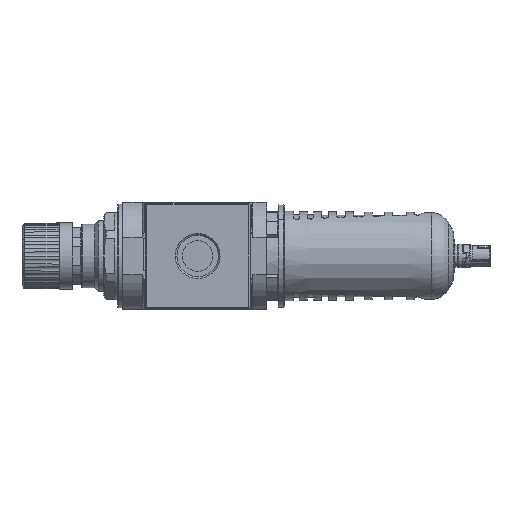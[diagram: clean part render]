
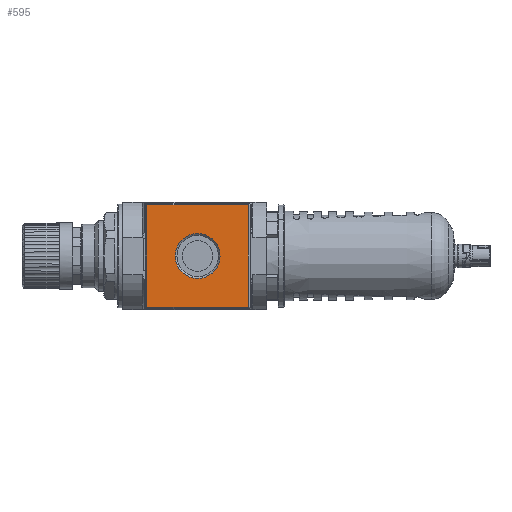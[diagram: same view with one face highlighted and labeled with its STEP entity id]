
A CAD part, left-side view. The second image highlights one B-rep face of the part: STEP entity #595.
In plain terms, the highlighted planar face has unit normal (-1, 0, 0).
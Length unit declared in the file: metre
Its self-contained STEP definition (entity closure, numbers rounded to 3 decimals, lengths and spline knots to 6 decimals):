
#595=ADVANCED_FACE('115:279',(#3457,#3458),#3459,.T.);
#3457=FACE_OUTER_BOUND('',#8334,.T.);
#3458=FACE_BOUND('',#8335,.T.);
#3459=PLANE('',#8336);
#8334=EDGE_LOOP('',(#19450,#19451,#19452,#19453));
#8335=EDGE_LOOP('',(#19454,#19455));
#8336=AXIS2_PLACEMENT_3D('',#19456,#19457,#19458);
#19450=ORIENTED_EDGE('',*,*,#37720,.F.);
#19451=ORIENTED_EDGE('',*,*,#37721,.F.);
#19452=ORIENTED_EDGE('',*,*,#37722,.F.);
#19453=ORIENTED_EDGE('',*,*,#37723,.F.);
#19454=ORIENTED_EDGE('',*,*,#36926,.F.);
#19455=ORIENTED_EDGE('',*,*,#37717,.F.);
#19456=CARTESIAN_POINT('',(-0.0683,0.031,0.03115));
#19457=DIRECTION('',(-1.0,0.0,0.0));
#19458=DIRECTION('',(0.0,1.0,0.0));
#36926=EDGE_CURVE('115:1167',#45678,#45676,#45680,.T.);
#37717=EDGE_CURVE('115:1167',#45676,#45678,#46989,.T.);
#37720=EDGE_CURVE('115:1173',#46992,#46993,#46994,.T.);
#37721=EDGE_CURVE('115:1176',#46995,#46992,#46996,.T.);
#37722=EDGE_CURVE('115:1179',#46997,#46995,#46998,.T.);
#37723=EDGE_CURVE('115:1182',#46993,#46997,#46999,.T.);
#45676=VERTEX_POINT('',#58980);
#45678=VERTEX_POINT('',#58983);
#45680=CIRCLE('',#58986,0.01325);
#46989=CIRCLE('',#61448,0.01325);
#46992=VERTEX_POINT('NONE',#61451);
#46993=VERTEX_POINT('NONE',#61452);
#46994=LINE('',#61453,#61454);
#46995=VERTEX_POINT('NONE',#61455);
#46996=LINE('',#61456,#61457);
#46997=VERTEX_POINT('NONE',#61458);
#46998=LINE('',#61459,#61460);
#46999=LINE('',#61461,#61462);
#58980=CARTESIAN_POINT('',(-0.0683,0.,0.01325));
#58983=CARTESIAN_POINT('',(-0.0683,0.,-0.01325));
#58986=AXIS2_PLACEMENT_3D('',#76329,#76330,#76331);
#61448=AXIS2_PLACEMENT_3D('',#77376,#77377,#77378);
#61451=CARTESIAN_POINT('',(-0.0683,-0.03,0.03015));
#61452=CARTESIAN_POINT('',(-0.0683,-0.03,-0.03015));
#61453=CARTESIAN_POINT('',(-0.0683,-0.03,0.03115));
#61454=VECTOR('',#77385,1.0);
#61455=CARTESIAN_POINT('',(-0.0683,0.03,0.03015));
#61456=CARTESIAN_POINT('',(-0.0683,0.031,0.03015));
#61457=VECTOR('',#77386,1.0);
#61458=CARTESIAN_POINT('',(-0.0683,0.03,-0.03015));
#61459=CARTESIAN_POINT('',(-0.0683,0.03,0.03115));
#61460=VECTOR('',#77387,1.0);
#61461=CARTESIAN_POINT('',(-0.0683,0.031,-0.03015));
#61462=VECTOR('',#77388,1.0);
#76329=CARTESIAN_POINT('',(-0.0683,0.,0.));
#76330=DIRECTION('',(-1.0,0.0,0.0));
#76331=DIRECTION('',(0.0,0.0,1.0));
#77376=CARTESIAN_POINT('',(-0.0683,0.,0.));
#77377=DIRECTION('',(-1.0,0.0,0.0));
#77378=DIRECTION('',(0.0,0.0,1.0));
#77385=DIRECTION('',(0.0,0.0,-1.0));
#77386=DIRECTION('',(0.0,-1.0,0.0));
#77387=DIRECTION('',(0.0,0.0,1.0));
#77388=DIRECTION('',(0.0,1.0,0.0));
